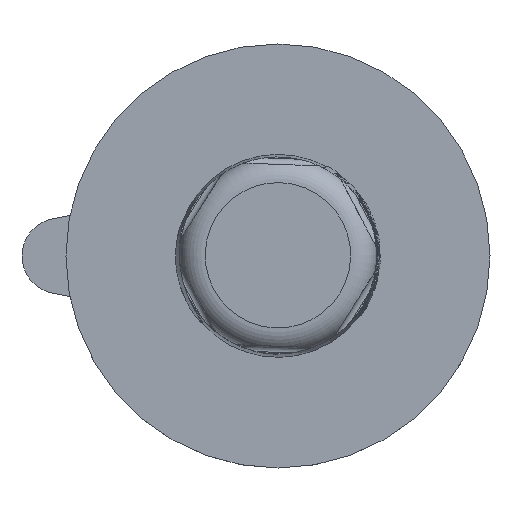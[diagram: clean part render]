
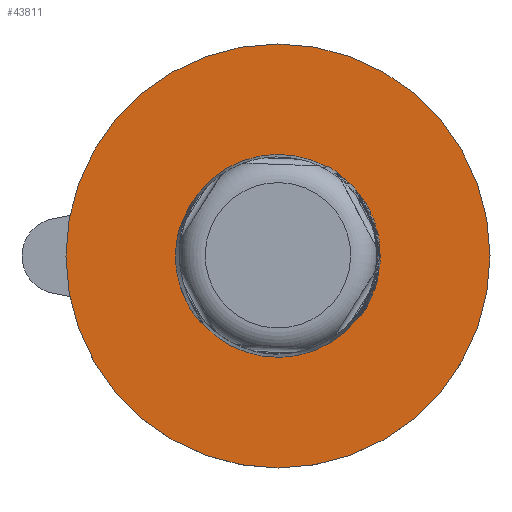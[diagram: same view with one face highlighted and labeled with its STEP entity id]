
A CAD part, top view. The second image highlights one B-rep face of the part: STEP entity #43811.
In plain terms, the highlighted planar face has unit normal (0, 0, 1).
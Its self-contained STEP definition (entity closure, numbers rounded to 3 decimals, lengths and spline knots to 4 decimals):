
#10161=FACE_OUTER_BOUND('',#12544,.T.);
#12544=EDGE_LOOP('',(#38249,#38250));
#14724=CIRCLE('',#48152,3.5);
#14725=CIRCLE('',#48153,3.5);
#18965=VERTEX_POINT('',#89591);
#18966=VERTEX_POINT('',#89592);
#25394=EDGE_CURVE('',#18965,#18966,#14724,.T.);
#25395=EDGE_CURVE('',#18966,#18965,#14725,.T.);
#38249=ORIENTED_EDGE('',*,*,#25394,.T.);
#38250=ORIENTED_EDGE('',*,*,#25395,.T.);
#39141=PLANE('',#48151);
#43811=ADVANCED_FACE('',(#10161),#39141,.T.);
#48151=AXIS2_PLACEMENT_3D('',#89590,#58764,#58765);
#48152=AXIS2_PLACEMENT_3D('',#89593,#58766,#58767);
#48153=AXIS2_PLACEMENT_3D('',#89594,#58768,#58769);
#58764=DIRECTION('center_axis',(0.,0.,
1.));
#58765=DIRECTION('ref_axis',(1.,0.,0.));
#58766=DIRECTION('center_axis',(0.,0.,
1.));
#58767=DIRECTION('ref_axis',(1.,0.,0.));
#58768=DIRECTION('center_axis',(0.,0.,
1.));
#58769=DIRECTION('ref_axis',(1.,0.,0.));
#89590=CARTESIAN_POINT('Origin',(0.,0.,
11.6812));
#89591=CARTESIAN_POINT('',(3.5,0.001,11.6812));
#89592=CARTESIAN_POINT('',(-3.5,-0.001,11.6812));
#89593=CARTESIAN_POINT('Origin',(0.,0.,
11.6812));
#89594=CARTESIAN_POINT('Origin',(0.,0.,
11.6812));
